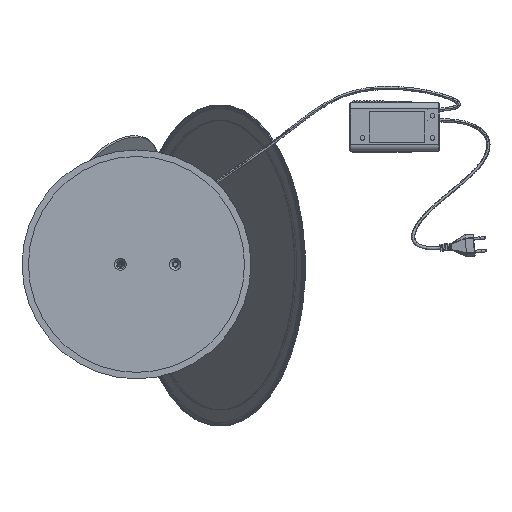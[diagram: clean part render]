
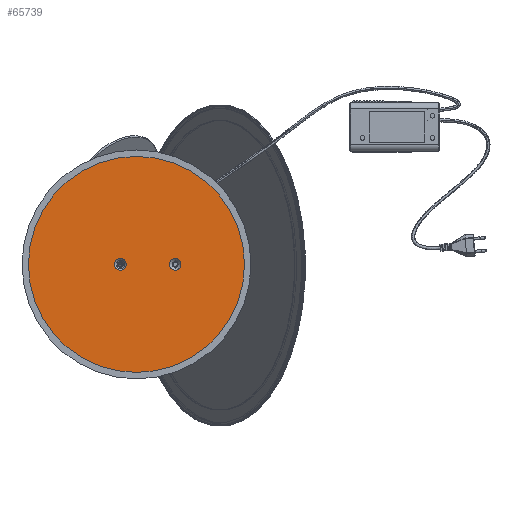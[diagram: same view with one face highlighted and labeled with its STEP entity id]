
A CAD part, front view. The second image highlights one B-rep face of the part: STEP entity #65739.
In plain terms, the highlighted planar face has unit normal (0, -1, 0).
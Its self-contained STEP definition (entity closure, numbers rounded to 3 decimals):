
#540 = PLANE ( 'NONE',  #2938 ) ;
#714 = ORIENTED_EDGE ( 'NONE', *, *, #3636, .F. ) ;
#2029 = AXIS2_PLACEMENT_3D ( 'NONE', #53001, #7323, #27624 ) ;
#2938 = AXIS2_PLACEMENT_3D ( 'NONE', #35548, #56204, #31180 ) ;
#3262 = CARTESIAN_POINT ( 'NONE',  ( 0., 0., 167.5 ) ) ;
#3535 = CARTESIAN_POINT ( 'NONE',  ( 60., 0., -8.96 ) ) ;
#3636 = EDGE_CURVE ( 'NONE', #15473, #4035, #54288, .T. ) ;
#4035 = VERTEX_POINT ( 'NONE', #54133 ) ;
#7323 = DIRECTION ( 'NONE',  ( 0., -1., 0. ) ) ;
#10719 = AXIS2_PLACEMENT_3D ( 'NONE', #16286, #51975, #30943 ) ;
#10873 = FACE_BOUND ( 'NONE', #21351, .T. ) ;
#11096 = EDGE_CURVE ( 'NONE', #32706, #61743, #16341, .T. ) ;
#12173 = CARTESIAN_POINT ( 'NONE',  ( 60., 0., 8.96 ) ) ;
#12219 = AXIS2_PLACEMENT_3D ( 'NONE', #63305, #52996, #63648 ) ;
#14945 = CIRCLE ( 'NONE', #10719, 8.96 ) ;
#15473 = VERTEX_POINT ( 'NONE', #45197 ) ;
#16286 = CARTESIAN_POINT ( 'NONE',  ( -25., 0., 0. ) ) ;
#16341 = CIRCLE ( 'NONE', #46202, 8.96 ) ;
#17654 = VERTEX_POINT ( 'NONE', #3262 ) ;
#19521 = CARTESIAN_POINT ( 'NONE',  ( 0., 0., 0. ) ) ;
#21351 = EDGE_LOOP ( 'NONE', ( #49594, #38757 ) ) ;
#21613 = ORIENTED_EDGE ( 'NONE', *, *, #47931, .F. ) ;
#21810 = CARTESIAN_POINT ( 'NONE',  ( 0., 0., -167.5 ) ) ;
#23352 = DIRECTION ( 'NONE',  ( 0., 0., -1. ) ) ;
#23798 = EDGE_CURVE ( 'NONE', #61743, #32706, #51026, .T. ) ;
#24305 = CARTESIAN_POINT ( 'NONE',  ( 60., 0., 0. ) ) ;
#25250 = EDGE_LOOP ( 'NONE', ( #21613, #50347 ) ) ;
#27624 = DIRECTION ( 'NONE',  ( 0., 0., -1. ) ) ;
#27940 = CIRCLE ( 'NONE', #34469, 167.5 ) ;
#30943 = DIRECTION ( 'NONE',  ( 0., 0., -1. ) ) ;
#31180 = DIRECTION ( 'NONE',  ( 1., 0., 0. ) ) ;
#32706 = VERTEX_POINT ( 'NONE', #3535 ) ;
#32714 = CARTESIAN_POINT ( 'NONE',  ( -25., 0., 0. ) ) ;
#33005 = DIRECTION ( 'NONE',  ( 0., 0., -1. ) ) ;
#33029 = VERTEX_POINT ( 'NONE', #21810 ) ;
#34469 = AXIS2_PLACEMENT_3D ( 'NONE', #19521, #39530, #49883 ) ;
#35548 = CARTESIAN_POINT ( 'NONE',  ( 0., 0., 0. ) ) ;
#38757 = ORIENTED_EDGE ( 'NONE', *, *, #23798, .F. ) ;
#39530 = DIRECTION ( 'NONE',  ( 0., 1., 0. ) ) ;
#40972 = CIRCLE ( 'NONE', #12219, 167.5 ) ;
#44343 = DIRECTION ( 'NONE',  ( 0., -1., 0. ) ) ;
#45197 = CARTESIAN_POINT ( 'NONE',  ( -25., 0., 8.96 ) ) ;
#45398 = EDGE_CURVE ( 'NONE', #17654, #33029, #27940, .T. ) ;
#46202 = AXIS2_PLACEMENT_3D ( 'NONE', #24305, #44343, #33005 ) ;
#46224 = FACE_BOUND ( 'NONE', #61382, .T. ) ;
#47931 = EDGE_CURVE ( 'NONE', #33029, #17654, #40972, .T. ) ;
#49594 = ORIENTED_EDGE ( 'NONE', *, *, #11096, .F. ) ;
#49883 = DIRECTION ( 'NONE',  ( 0., 0., 1. ) ) ;
#50347 = ORIENTED_EDGE ( 'NONE', *, *, #45398, .F. ) ;
#51026 = CIRCLE ( 'NONE', #2029, 8.96 ) ;
#51975 = DIRECTION ( 'NONE',  ( 0., -1., 0. ) ) ;
#52996 = DIRECTION ( 'NONE',  ( 0., 1., 0. ) ) ;
#53001 = CARTESIAN_POINT ( 'NONE',  ( 60., 0., 0. ) ) ;
#53845 = EDGE_CURVE ( 'NONE', #4035, #15473, #14945, .T. ) ;
#54133 = CARTESIAN_POINT ( 'NONE',  ( -25., 0., -8.96 ) ) ;
#54288 = CIRCLE ( 'NONE', #56392, 8.96 ) ;
#56204 = DIRECTION ( 'NONE',  ( 0., 1., 0. ) ) ;
#56392 = AXIS2_PLACEMENT_3D ( 'NONE', #32714, #63039, #23352 ) ;
#56527 = FACE_OUTER_BOUND ( 'NONE', #25250, .T. ) ;
#59440 = ORIENTED_EDGE ( 'NONE', *, *, #53845, .F. ) ;
#61382 = EDGE_LOOP ( 'NONE', ( #59440, #714 ) ) ;
#61743 = VERTEX_POINT ( 'NONE', #12173 ) ;
#63039 = DIRECTION ( 'NONE',  ( 0., -1., 0. ) ) ;
#63305 = CARTESIAN_POINT ( 'NONE',  ( 0., 0., 0. ) ) ;
#63648 = DIRECTION ( 'NONE',  ( 0., 0., 1. ) ) ;
#65739 = ADVANCED_FACE ( 'NONE', ( #56527, #10873, #46224 ), #540, .F. ) ;
